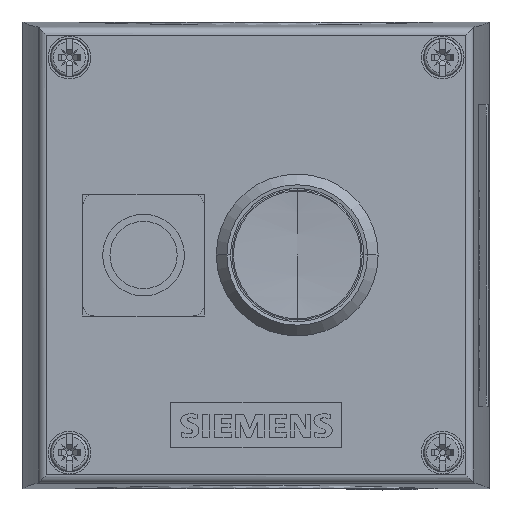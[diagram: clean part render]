
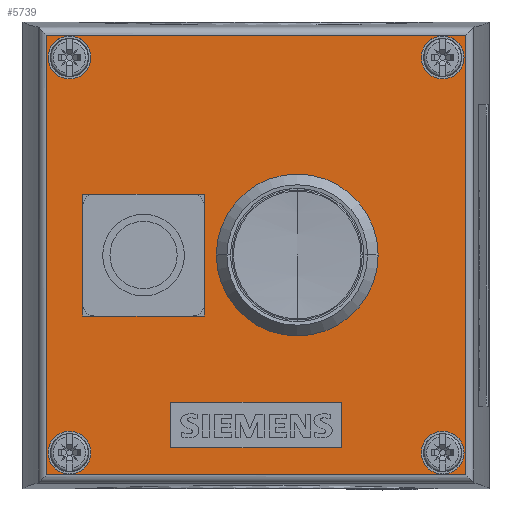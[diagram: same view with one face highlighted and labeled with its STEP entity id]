
A CAD part, top view. The second image highlights one B-rep face of the part: STEP entity #5739.
In plain terms, the highlighted planar face has unit normal (0, 0, 1).
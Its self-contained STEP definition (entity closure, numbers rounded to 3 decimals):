
#5739=ADVANCED_FACE('',(#12623,#12624,#12625,#12626,#12627,#12628,#12629,#12630),#12631,.T.);
#12623=FACE_OUTER_BOUND('',#20303,.T.);
#12624=FACE_BOUND('',#20304,.T.);
#12625=FACE_BOUND('',#20305,.T.);
#12626=FACE_BOUND('',#20306,.T.);
#12627=FACE_BOUND('',#20307,.T.);
#12628=FACE_BOUND('',#20308,.T.);
#12629=FACE_BOUND('',#20309,.T.);
#12630=FACE_BOUND('',#20310,.T.);
#12631=PLANE('',#20311);
#20303=EDGE_LOOP('',(#43026,#43027,#43028,#43029));
#20304=EDGE_LOOP('',(#43030,#43031));
#20305=EDGE_LOOP('',(#43032,#43033));
#20306=EDGE_LOOP('',(#43034,#43035));
#20307=EDGE_LOOP('',(#43036,#43037));
#20308=EDGE_LOOP('',(#43038,#43039,#43040,#43041));
#20309=EDGE_LOOP('',(#43042,#43043,#43044,#43045));
#20310=EDGE_LOOP('',(#43046,#43047));
#20311=AXIS2_PLACEMENT_3D('',#43048,#43049,#43050);
#43026=ORIENTED_EDGE('',*,*,#48972,.T.);
#43027=ORIENTED_EDGE('',*,*,#48968,.F.);
#43028=ORIENTED_EDGE('',*,*,#48975,.F.);
#43029=ORIENTED_EDGE('',*,*,#48976,.F.);
#43030=ORIENTED_EDGE('',*,*,#45176,.T.);
#43031=ORIENTED_EDGE('',*,*,#48526,.T.);
#43032=ORIENTED_EDGE('',*,*,#45171,.T.);
#43033=ORIENTED_EDGE('',*,*,#48530,.T.);
#43034=ORIENTED_EDGE('',*,*,#45166,.T.);
#43035=ORIENTED_EDGE('',*,*,#48534,.T.);
#43036=ORIENTED_EDGE('',*,*,#45161,.T.);
#43037=ORIENTED_EDGE('',*,*,#48538,.T.);
#43038=ORIENTED_EDGE('',*,*,#48919,.T.);
#43039=ORIENTED_EDGE('',*,*,#48928,.T.);
#43040=ORIENTED_EDGE('',*,*,#48925,.T.);
#43041=ORIENTED_EDGE('',*,*,#48922,.T.);
#43042=ORIENTED_EDGE('',*,*,#48954,.T.);
#43043=ORIENTED_EDGE('',*,*,#48962,.T.);
#43044=ORIENTED_EDGE('',*,*,#48960,.T.);
#43045=ORIENTED_EDGE('',*,*,#48957,.T.);
#43046=ORIENTED_EDGE('',*,*,#45156,.T.);
#43047=ORIENTED_EDGE('',*,*,#48964,.T.);
#43048=CARTESIAN_POINT('',(42.537,85.2,64.0));
#43049=DIRECTION('',(0.0,0.0,1.0));
#43050=DIRECTION('',(1.0,0.0,0.0));
#45156=EDGE_CURVE('',#50265,#50269,#50271,.T.);
#45161=EDGE_CURVE('',#50274,#50278,#50280,.T.);
#45166=EDGE_CURVE('',#50283,#50287,#50289,.T.);
#45171=EDGE_CURVE('',#50292,#50296,#50298,.T.);
#45176=EDGE_CURVE('',#50301,#50305,#50307,.T.);
#48526=EDGE_CURVE('',#50305,#50301,#55098,.T.);
#48530=EDGE_CURVE('',#50296,#50292,#55102,.T.);
#48534=EDGE_CURVE('',#50287,#50283,#55106,.T.);
#48538=EDGE_CURVE('',#50278,#50274,#55110,.T.);
#48919=EDGE_CURVE('',#55678,#55676,#55679,.T.);
#48922=EDGE_CURVE('',#55682,#55678,#55683,.T.);
#48925=EDGE_CURVE('',#55686,#55682,#55687,.T.);
#48928=EDGE_CURVE('',#55676,#55686,#55690,.T.);
#48954=EDGE_CURVE('',#55726,#55728,#55730,.T.);
#48957=EDGE_CURVE('',#55732,#55726,#55734,.T.);
#48960=EDGE_CURVE('',#55736,#55732,#55738,.T.);
#48962=EDGE_CURVE('',#55728,#55736,#55740,.T.);
#48964=EDGE_CURVE('',#50269,#50265,#55742,.T.);
#48968=EDGE_CURVE('',#55746,#55748,#55749,.T.);
#48972=EDGE_CURVE('',#55753,#55748,#55754,.T.);
#48975=EDGE_CURVE('',#55757,#55746,#55758,.T.);
#48976=EDGE_CURVE('',#55753,#55757,#55759,.T.);
#50265=VERTEX_POINT('',#58454);
#50269=VERTEX_POINT('',#58492);
#50271=CIRCLE('',#58495,11.25);
#50274=VERTEX_POINT('',#58498);
#50278=VERTEX_POINT('',#58503);
#50280=CIRCLE('',#58506,3.9);
#50283=VERTEX_POINT('',#58509);
#50287=VERTEX_POINT('',#58514);
#50289=CIRCLE('',#58517,3.9);
#50292=VERTEX_POINT('',#58520);
#50296=VERTEX_POINT('',#58525);
#50298=CIRCLE('',#58528,3.9);
#50301=VERTEX_POINT('',#58531);
#50305=VERTEX_POINT('',#58536);
#50307=CIRCLE('',#58539,3.9);
#55098=CIRCLE('',#66057,3.9);
#55102=CIRCLE('',#66061,3.9);
#55106=CIRCLE('',#66065,3.9);
#55110=CIRCLE('',#66069,3.9);
#55676=VERTEX_POINT('',#66844);
#55678=VERTEX_POINT('',#66847);
#55679=LINE('',#66848,#66849);
#55682=VERTEX_POINT('',#66853);
#55683=LINE('',#66854,#66855);
#55686=VERTEX_POINT('',#66859);
#55687=LINE('',#66860,#66861);
#55690=LINE('',#66865,#66866);
#55726=VERTEX_POINT('',#66916);
#55728=VERTEX_POINT('',#66919);
#55730=LINE('',#66922,#66923);
#55732=VERTEX_POINT('',#66925);
#55734=LINE('',#66928,#66929);
#55736=VERTEX_POINT('',#66931);
#55738=LINE('',#66934,#66935);
#55740=LINE('',#66937,#66938);
#55742=CIRCLE('',#66940,11.25);
#55746=VERTEX_POINT('',#66947);
#55748=VERTEX_POINT('',#66949);
#55749=LINE('',#66950,#66951);
#55753=VERTEX_POINT('',#66955);
#55754=LINE('',#66956,#66957);
#55757=VERTEX_POINT('',#66960);
#55758=LINE('',#66961,#66962);
#55759=LINE('',#66963,#66964);
#58454=CARTESIAN_POINT('',(61.288,42.7,64.0));
#58492=CARTESIAN_POINT('',(38.788,42.7,64.0));
#58495=AXIS2_PLACEMENT_3D('',#68062,#68063,#68064);
#58498=CARTESIAN_POINT('',(12.438,6.7,64.0));
#58503=CARTESIAN_POINT('',(4.638,6.7,64.0));
#58506=AXIS2_PLACEMENT_3D('',#68070,#68071,#68072);
#58509=CARTESIAN_POINT('',(12.438,78.7,64.0));
#58514=CARTESIAN_POINT('',(4.638,78.7,64.0));
#58517=AXIS2_PLACEMENT_3D('',#68078,#68079,#68080);
#58520=CARTESIAN_POINT('',(80.438,6.7,64.0));
#58525=CARTESIAN_POINT('',(72.638,6.7,64.0));
#58528=AXIS2_PLACEMENT_3D('',#68086,#68087,#68088);
#58531=CARTESIAN_POINT('',(80.438,78.7,64.0));
#58536=CARTESIAN_POINT('',(72.638,78.7,64.0));
#58539=AXIS2_PLACEMENT_3D('',#68094,#68095,#68096);
#66057=AXIS2_PLACEMENT_3D('',#70718,#70719,#70720);
#66061=AXIS2_PLACEMENT_3D('',#70724,#70725,#70726);
#66065=AXIS2_PLACEMENT_3D('',#70730,#70731,#70732);
#66069=AXIS2_PLACEMENT_3D('',#70736,#70737,#70738);
#66844=CARTESIAN_POINT('',(58.088,7.55,64.0));
#66847=CARTESIAN_POINT('',(58.088,15.85,64.0));
#66848=CARTESIAN_POINT('',(58.088,48.45,64.0));
#66849=VECTOR('',#71156,1.0);
#66853=CARTESIAN_POINT('',(26.988,15.85,64.0));
#66854=CARTESIAN_POINT('',(42.537,15.85,64.0));
#66855=VECTOR('',#71158,1.0);
#66859=CARTESIAN_POINT('',(26.988,7.55,64.0));
#66860=CARTESIAN_POINT('',(26.988,48.45,64.0));
#66861=VECTOR('',#71160,1.0);
#66865=CARTESIAN_POINT('',(42.537,7.55,64.0));
#66866=VECTOR('',#71162,1.0);
#66916=CARTESIAN_POINT('',(10.938,53.8,64.0));
#66919=CARTESIAN_POINT('',(33.138,53.8,64.0));
#66922=CARTESIAN_POINT('',(32.287,53.8,64.0));
#66923=VECTOR('',#71185,1.0);
#66925=CARTESIAN_POINT('',(10.938,31.6,64.0));
#66928=CARTESIAN_POINT('',(10.938,63.95,64.0));
#66929=VECTOR('',#71187,1.0);
#66931=CARTESIAN_POINT('',(33.138,31.6,64.0));
#66934=CARTESIAN_POINT('',(32.287,31.6,64.0));
#66935=VECTOR('',#71189,1.0);
#66937=CARTESIAN_POINT('',(33.138,63.95,64.0));
#66938=VECTOR('',#71190,1.0);
#66940=AXIS2_PLACEMENT_3D('',#71191,#71192,#71193);
#66947=CARTESIAN_POINT('',(80.714,2.656,64.0));
#66949=CARTESIAN_POINT('',(4.361,2.656,64.0));
#66950=CARTESIAN_POINT('',(42.537,2.656,64.0));
#66951=VECTOR('',#71197,1.0);
#66955=CARTESIAN_POINT('',(4.361,82.744,64.0));
#66956=CARTESIAN_POINT('',(4.361,85.2,64.0));
#66957=VECTOR('',#71201,1.0);
#66960=CARTESIAN_POINT('',(80.714,82.744,64.0));
#66961=CARTESIAN_POINT('',(80.714,85.2,64.0));
#66962=VECTOR('',#71205,1.0);
#66963=CARTESIAN_POINT('',(42.537,82.744,64.0));
#66964=VECTOR('',#71206,1.0);
#68062=CARTESIAN_POINT('',(50.038,42.7,64.0));
#68063=DIRECTION('',(0.0,0.0,-1.0));
#68064=DIRECTION('',(1.0,0.0,0.0));
#68070=CARTESIAN_POINT('',(8.538,6.7,64.0));
#68071=DIRECTION('',(0.0,0.0,-1.0));
#68072=DIRECTION('',(1.0,0.0,0.0));
#68078=CARTESIAN_POINT('',(8.538,78.7,64.0));
#68079=DIRECTION('',(0.0,0.0,-1.0));
#68080=DIRECTION('',(1.0,0.0,0.0));
#68086=CARTESIAN_POINT('',(76.538,6.7,64.0));
#68087=DIRECTION('',(0.0,0.0,-1.0));
#68088=DIRECTION('',(1.0,0.0,0.0));
#68094=CARTESIAN_POINT('',(76.538,78.7,64.0));
#68095=DIRECTION('',(0.0,0.0,-1.0));
#68096=DIRECTION('',(1.0,0.0,0.0));
#70718=CARTESIAN_POINT('',(76.538,78.7,64.0));
#70719=DIRECTION('',(0.0,0.0,-1.0));
#70720=DIRECTION('',(1.0,0.0,0.0));
#70724=CARTESIAN_POINT('',(76.538,6.7,64.0));
#70725=DIRECTION('',(0.0,0.0,-1.0));
#70726=DIRECTION('',(1.0,0.0,0.0));
#70730=CARTESIAN_POINT('',(8.538,78.7,64.0));
#70731=DIRECTION('',(0.0,0.0,-1.0));
#70732=DIRECTION('',(1.0,0.0,0.0));
#70736=CARTESIAN_POINT('',(8.538,6.7,64.0));
#70737=DIRECTION('',(0.0,0.0,-1.0));
#70738=DIRECTION('',(1.0,0.0,0.0));
#71156=DIRECTION('',(0.0,-1.0,0.0));
#71158=DIRECTION('',(1.0,0.0,0.0));
#71160=DIRECTION('',(0.0,1.0,0.0));
#71162=DIRECTION('',(-1.0,0.0,0.0));
#71185=DIRECTION('',(1.0,0.0,0.0));
#71187=DIRECTION('',(0.0,1.0,0.0));
#71189=DIRECTION('',(-1.0,0.0,0.0));
#71190=DIRECTION('',(0.0,-1.0,0.0));
#71191=CARTESIAN_POINT('',(50.038,42.7,64.0));
#71192=DIRECTION('',(0.0,0.0,-1.0));
#71193=DIRECTION('',(1.0,0.0,0.0));
#71197=DIRECTION('',(-1.0,0.0,0.0));
#71201=DIRECTION('',(0.0,-1.0,0.0));
#71205=DIRECTION('',(0.0,-1.0,0.0));
#71206=DIRECTION('',(1.0,0.0,0.0));
